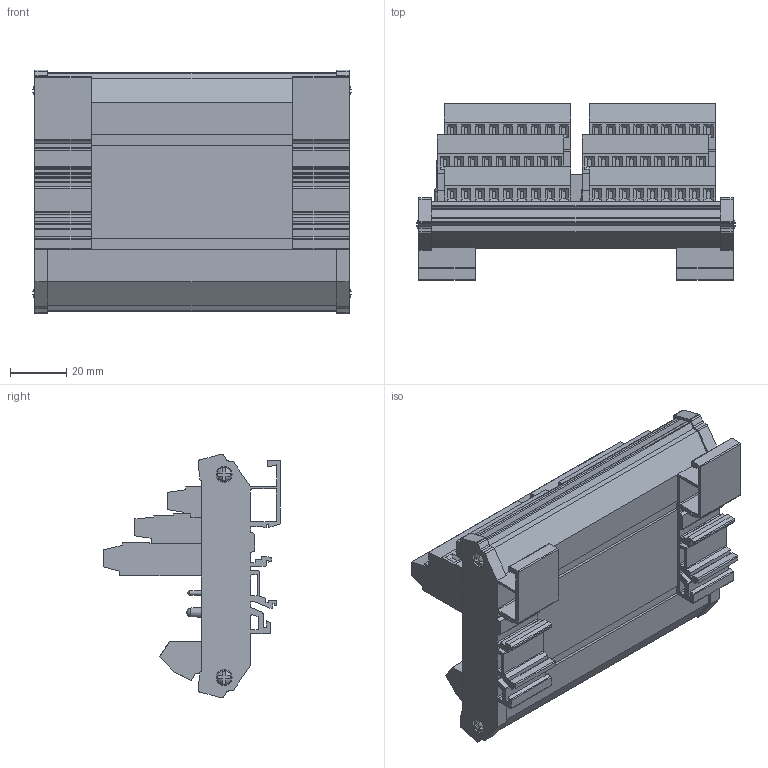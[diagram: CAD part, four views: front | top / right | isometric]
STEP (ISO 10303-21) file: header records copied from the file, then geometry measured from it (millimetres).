
FILE_DESCRIPTION (( 'STEP AP214' ), '1' );
FILE_NAME ('ZL-LTB16-24.step', '2014-11-13T22:37:08', ( '' ), ( '' ), 'SwSTEP 2.0', 'SolidWorks 2014', '' );
FILE_SCHEMA (( 'AUTOMOTIVE_DESIGN' ));
Length unit declared in the file: inch
Products named in the file (1): ZL-LTB16-24
Bounding box: 113.44 x 62.99 x 86.87 mm (x, y, z)
Volume: 218126.1 mm3; surface area: 52682.1 mm2
Topology: 1 solids, 1 shells, 1650 faces, 4081 edges, 2602 vertices
Faces by surface type: plane 1333, cylinder 241, torus 32, cone 32, sphere 12
Entity records: 57697 total; most frequent: CARTESIAN_POINT 8330, DIRECTION 8277, ORIENTED_EDGE 8154, EDGE_CURVE 4077, LINE 3179, VECTOR 3179, VERTEX_POINT 2602, AXIS2_PLACEMENT_3D 2549
